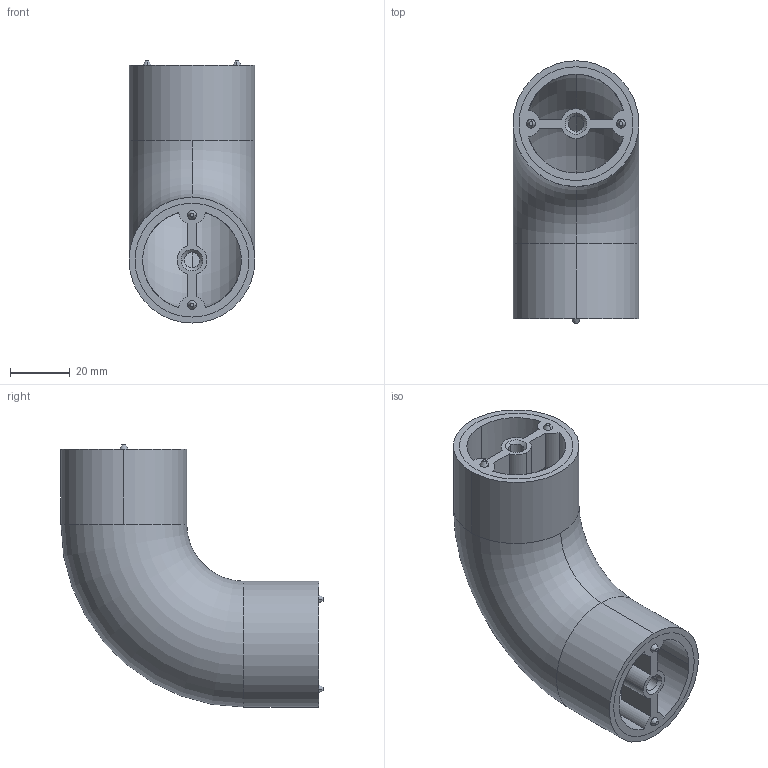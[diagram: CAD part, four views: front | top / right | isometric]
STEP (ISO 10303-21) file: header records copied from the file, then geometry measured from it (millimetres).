
FILE_DESCRIPTION (( 'STEP AP203' ), '1' );
FILE_NAME ('50602-240.STEP', '2020-11-12T12:34:10', ( '' ), ( '' ), 'SwSTEP 2.0', 'SolidWorks 2018', '' );
FILE_SCHEMA (( 'CONFIG_CONTROL_DESIGN' ));
Length unit declared in the file: millimetre
Products named in the file (6): 50602-240 Teil1; 50602-240; 50602-240 Teil2; 50602-240 Teil1_50602-240 Teil1; 50602-240 Teil2_50602-240 Teil2
Assembly tree (3 placements, depth 2):
  50602-240 Teil1
  50602-240
    50602-240 Teil1_50602-240 Teil1
    50602-240 Teil2_50602-240 Teil2  x2
  50602-240 Teil2
  50602-240 Teil2
Bounding box: 42 x 87.5 x 87.5 mm (x, y, z)
Volume: 44890.8 mm3; surface area: 42504.9 mm2
Topology: 3 solids, 3 shells, 325 faces, 860 edges, 556 vertices
Faces by surface type: plane 116, bspline 104, cylinder 73, cone 28, torus 4
Entity records: 13694 total; most frequent: CARTESIAN_POINT 6731, ORIENTED_EDGE 1518, DIRECTION 1043, EDGE_CURVE 759, VERTEX_POINT 492, LINE 351, VECTOR 351, AXIS2_PLACEMENT_3D 346
